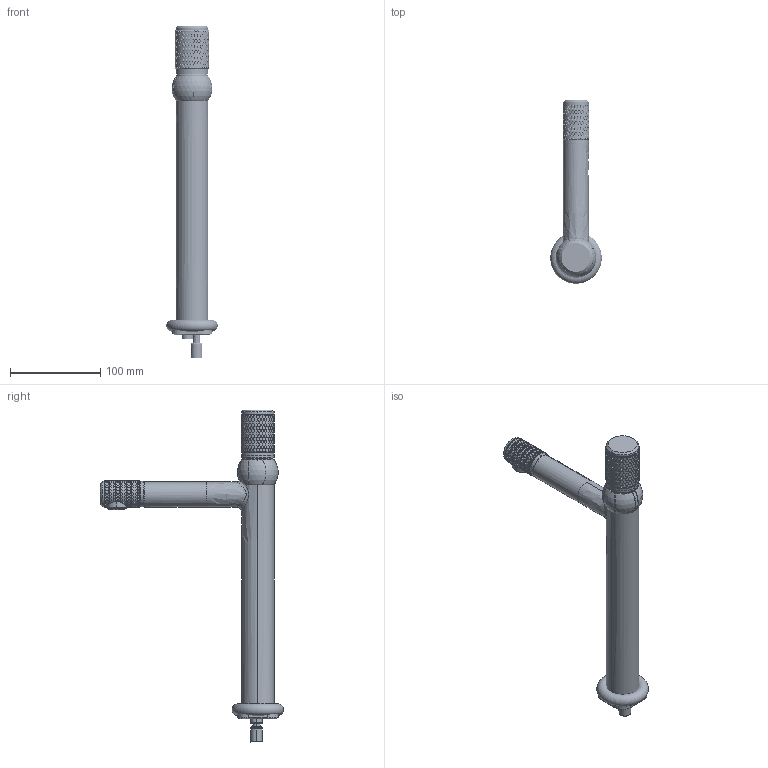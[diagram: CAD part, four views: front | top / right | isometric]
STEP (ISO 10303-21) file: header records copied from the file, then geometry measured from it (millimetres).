
FILE_DESCRIPTION((''),'2;1');
FILE_NAME('WXP168A63_ASM_ASM','2020-07-03T',('fth20'),(''),'CREO PARAMETRIC BY PTC INC, 2015480','CREO PARAMETRIC BY PTC INC, 2015480','');
FILE_SCHEMA(('CONFIG_CONTROL_DESIGN'));
Products named in the file (39): 80T168A63_2; 80W168113_1; 80W08220_1; 80W08241_1; 8NM80000_1; 81T168A63_ASM_1_ASM; J10250MZ07_2_1; J10250MZ07_2_2; J10250MZ07_2_3; J10250MZ07_2_4; J10250MZ07_2_5; J10250MZ07_2_6; J10250MZ07_2_ASM; 8YG569080_2; 82P25WUJ3_2; 8ZG569081_2; 8J30X2A_AF1_2; 81P25WXP2_2; 82P25WXP1_2; 80P25WXP1_2; 8CM5X6RB_2; 8XJ569081_2; 8J24X2A_1; 8J23X2A_1; 89G0Z011_1; 8YJ168163_1; 8J20X25A_1; 8SJ168163_1; 8EM4X5_1; 8J16X2A_AF2_1; 80G168163_1; 8J213X158X3A_1; 82M24021XNP01_2_1; 82M24021XNP01_2_2; 82M24021XNP01_2_ASM; 81M16055_1; 8J42X25_2; WXP168A63_ASM_1_ASM; WXP168A63_ASM_ASM
Assembly tree (41 placements, depth 4):
  WXP168A63_ASM_ASM
    WXP168A63_ASM_1_ASM
      80T168A63_2
      81T168A63_ASM_1_ASM
        80W168113_1
        80W08220_1
        80W08241_1
        8NM80000_1  x2
      J10250MZ07_2_ASM
        J10250MZ07_2_1
        J10250MZ07_2_2
        J10250MZ07_2_3
        J10250MZ07_2_4
        J10250MZ07_2_5
        J10250MZ07_2_6
      8YG569080_2
      82P25WUJ3_2
      8ZG569081_2
      8J30X2A_AF1_2
      81P25WXP2_2
      82P25WXP1_2
      80P25WXP1_2
      8CM5X6RB_2
      8XJ569081_2
      8J24X2A_1
      8J23X2A_1
      89G0Z011_1
      8YJ168163_1
      8J20X25A_1  x2
      8SJ168163_1  x2
      8EM4X5_1
      8J16X2A_AF2_1
      80G168163_1
      8J213X158X3A_1
      82M24021XNP01_2_ASM
        82M24021XNP01_2_1
        82M24021XNP01_2_2
      81M16055_1
      8J42X25_2
Bounding box: 57 x 202.8 x 367.8 mm (x, y, z)
Surface area: 198736.3 mm2 (no closed solid volume)
Topology: 0 solids, 0 shells, 8366 faces, 38930 edges, 38774 vertices
Faces by surface type: bspline 8211, torus 144, sphere 11
Entity records: 640584 total; most frequent: CARTESIAN_POINT 334703, DIRECTION 38479, DEFINITIONAL_REPRESENTATION 38160, PCURVE 38160, COMPOSITE_CURVE_SEGMENT 38160, TRIMMED_CURVE 34857, VECTOR 31777, LINE 31777
